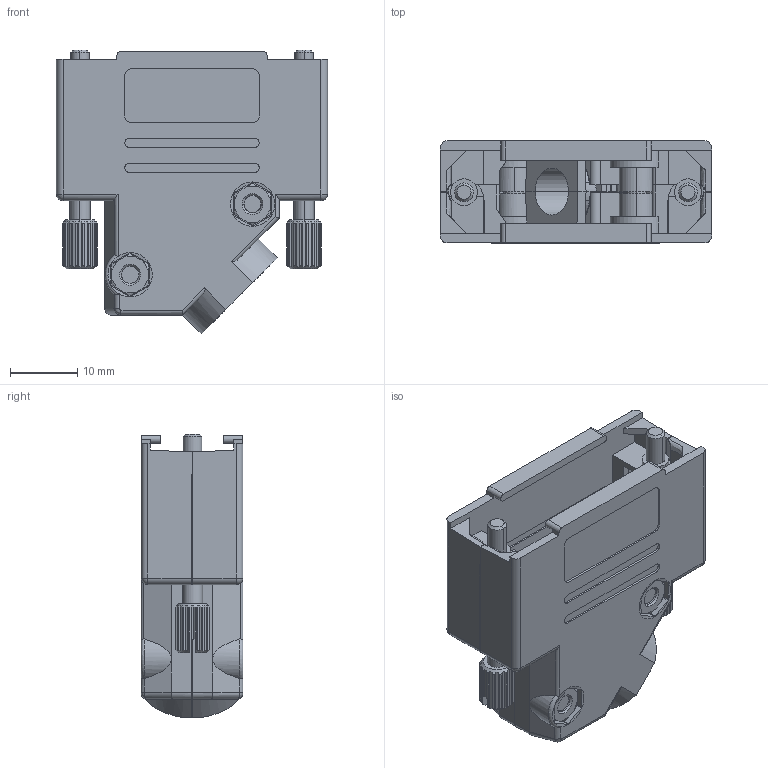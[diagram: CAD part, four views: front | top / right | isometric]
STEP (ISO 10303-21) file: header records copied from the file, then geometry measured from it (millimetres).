
FILE_DESCRIPTION (( 'STEP AP214' ), '1' );
FILE_NAME ('Assembly of 6560-0146-12.STEP', '2022-06-16T12:26:04', ( '' ), ( '' ), 'SwSTEP 2.0', 'SolidWorks 2021', '' );
FILE_SCHEMA (( 'AUTOMOTIVE_DESIGN' ));
Length unit declared in the file: millimetre
Products named in the file (7): 6522-0121-05 (7mm); 6805-0146-12; Assembly of 6560-0146-12; 6805-0146-02; 6855-0304-01; 6826-0141-01; 6855-0303-01
Assembly tree (10 placements, depth 2):
  Assembly of 6560-0146-12
    6805-0146-12
    6805-0146-02
    6826-0141-01  x2
    6855-0303-01  x2
    6855-0304-01  x2
    6522-0121-05 (7mm)  x2
Bounding box: 40.3 x 15.15 x 42.2 mm (x, y, z)
Volume: 7983.7 mm3; surface area: 12771 mm2
Topology: 10 solids, 10 shells, 925 faces, 2546 edges, 1662 vertices
Faces by surface type: plane 548, cylinder 265, cone 50, bspline 36, torus 22, sphere 4
Entity records: 22985 total; most frequent: CARTESIAN_POINT 5335, ORIENTED_EDGE 3802, DIRECTION 3451, EDGE_CURVE 1901, VERTEX_POINT 1243, AXIS2_PLACEMENT_3D 1151, VECTOR 1149, LINE 1149
